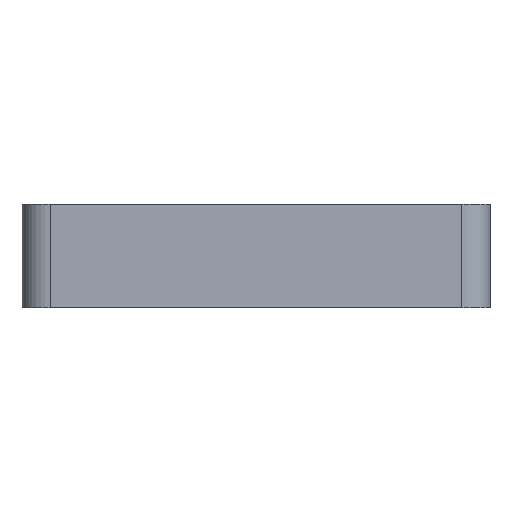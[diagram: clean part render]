
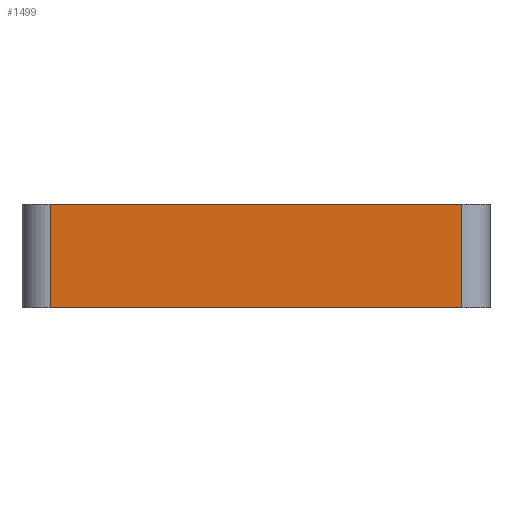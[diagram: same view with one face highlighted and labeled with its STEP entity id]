
A CAD part, left-side view. The second image highlights one B-rep face of the part: STEP entity #1499.
In plain terms, the highlighted planar face has unit normal (-1, 0, 0).
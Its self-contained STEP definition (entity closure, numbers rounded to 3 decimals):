
#1184 = VERTEX_POINT('',#1185);
#1185 = CARTESIAN_POINT('',(-35.,30.75,7.75));
#1192 = EDGE_CURVE('',#1184,#1193,#1195,.T.);
#1193 = VERTEX_POINT('',#1194);
#1194 = CARTESIAN_POINT('',(-35.,-30.75,7.75));
#1195 = LINE('',#1196,#1197);
#1196 = CARTESIAN_POINT('',(-35.,35.,7.75));
#1197 = VECTOR('',#1198,1.);
#1198 = DIRECTION('',(0.,-1.,0.));
#1361 = VERTEX_POINT('',#1362);
#1362 = CARTESIAN_POINT('',(-35.,-30.75,-7.75));
#1369 = EDGE_CURVE('',#1370,#1361,#1372,.T.);
#1370 = VERTEX_POINT('',#1371);
#1371 = CARTESIAN_POINT('',(-35.,30.75,-7.75));
#1372 = LINE('',#1373,#1374);
#1373 = CARTESIAN_POINT('',(-35.,35.,-7.75));
#1374 = VECTOR('',#1375,1.);
#1375 = DIRECTION('',(0.,-1.,0.));
#1499 = ADVANCED_FACE('',(#1500),#1516,.F.);
#1500 = FACE_BOUND('',#1501,.T.);
#1501 = EDGE_LOOP('',(#1502,#1503,#1509,#1510));
#1502 = ORIENTED_EDGE('',*,*,#1369,.T.);
#1503 = ORIENTED_EDGE('',*,*,#1504,.T.);
#1504 = EDGE_CURVE('',#1361,#1193,#1505,.T.);
#1505 = LINE('',#1506,#1507);
#1506 = CARTESIAN_POINT('',(-35.,-30.75,7.75));
#1507 = VECTOR('',#1508,1.);
#1508 = DIRECTION('',(-0.,-0.,1.));
#1509 = ORIENTED_EDGE('',*,*,#1192,.F.);
#1510 = ORIENTED_EDGE('',*,*,#1511,.T.);
#1511 = EDGE_CURVE('',#1184,#1370,#1512,.T.);
#1512 = LINE('',#1513,#1514);
#1513 = CARTESIAN_POINT('',(-35.,30.75,7.75));
#1514 = VECTOR('',#1515,1.);
#1515 = DIRECTION('',(0.,0.,-1.));
#1516 = PLANE('',#1517);
#1517 = AXIS2_PLACEMENT_3D('',#1518,#1519,#1520);
#1518 = CARTESIAN_POINT('',(-35.,35.,7.75));
#1519 = DIRECTION('',(1.,0.,-0.));
#1520 = DIRECTION('',(0.,1.,0.));
